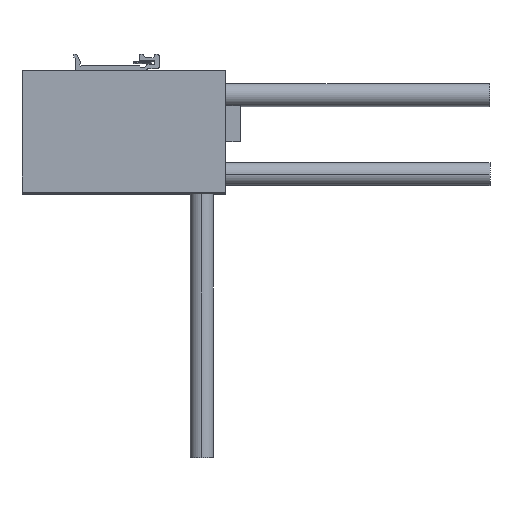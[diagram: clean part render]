
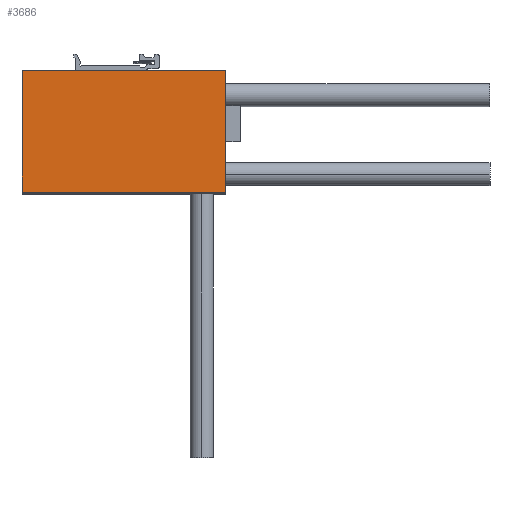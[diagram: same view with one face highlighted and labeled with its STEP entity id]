
A CAD part, top view. The second image highlights one B-rep face of the part: STEP entity #3686.
In plain terms, the highlighted planar face has unit normal (0, 0, 1).
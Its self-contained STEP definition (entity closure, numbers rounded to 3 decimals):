
#485=DIRECTION('',(0.,1.,0.));
#486=VECTOR('',#485,69.);
#487=CARTESIAN_POINT('',(57.5,-69.,1.));
#488=LINE('',#487,#486);
#664=DIRECTION('',(1.,0.,0.));
#665=VECTOR('',#664,115.);
#666=CARTESIAN_POINT('',(-57.5,0.,1.));
#667=LINE('',#666,#665);
#671=DIRECTION('',(0.,1.,0.));
#672=VECTOR('',#671,69.);
#673=CARTESIAN_POINT('',(-57.5,-69.,1.));
#674=LINE('',#673,#672);
#834=DIRECTION('',(1.,0.,0.));
#835=VECTOR('',#834,115.);
#836=CARTESIAN_POINT('',(-57.5,-69.,1.));
#837=LINE('',#836,#835);
#3104=CARTESIAN_POINT('',(57.5,-69.,1.));
#3105=CARTESIAN_POINT('',(57.5,0.,1.));
#3106=VERTEX_POINT('',#3104);
#3107=VERTEX_POINT('',#3105);
#3180=CARTESIAN_POINT('',(-57.5,0.,1.));
#3181=VERTEX_POINT('',#3180);
#3182=CARTESIAN_POINT('',(-57.5,-69.,1.));
#3183=VERTEX_POINT('',#3182);
#3672=CARTESIAN_POINT('',(0.,0.,1.));
#3673=DIRECTION('',(0.,0.,1.));
#3674=DIRECTION('',(1.,0.,0.));
#3675=AXIS2_PLACEMENT_3D('',#3672,#3673,#3674);
#3676=PLANE('',#3675);
#3678=ORIENTED_EDGE('',*,*,#3677,.T.);
#3679=ORIENTED_EDGE('',*,*,#3585,.F.);
#3681=ORIENTED_EDGE('',*,*,#3680,.F.);
#3683=ORIENTED_EDGE('',*,*,#3682,.T.);
#3684=EDGE_LOOP('',(#3678,#3679,#3681,#3683));
#3685=FACE_OUTER_BOUND('',#3684,.F.);
#3585=EDGE_CURVE('',#3106,#3107,#488,.T.);
#3677=EDGE_CURVE('',#3181,#3107,#667,.T.);
#3680=EDGE_CURVE('',#3183,#3106,#837,.T.);
#3682=EDGE_CURVE('',#3183,#3181,#674,.T.);
#3686=ADVANCED_FACE('',(#3685),#3676,.T.);
